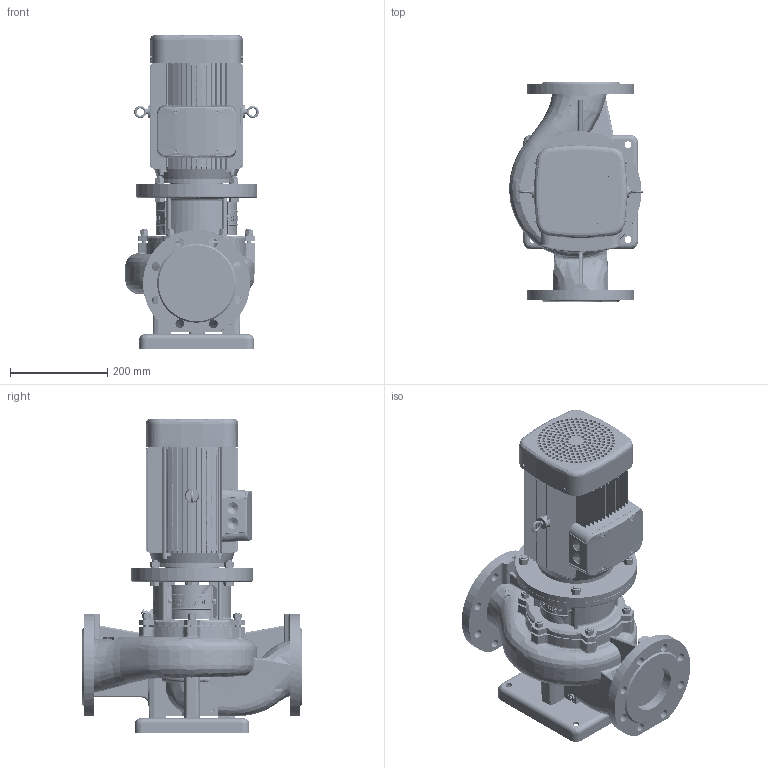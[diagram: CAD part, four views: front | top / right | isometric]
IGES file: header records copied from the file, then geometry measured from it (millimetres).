
Global section: file name: 015P2039 (RV 100-1602); native system: AutoCAD 2021 — Русский (Russian),62HAutod; preprocessor: esk Translation Framework DWG producer (atf_dwg_producer); organization: unknown; date: 20230821.225905; units: millimetre
Bounding box: 274.76 x 450 x 645 mm (x, y, z)
Volume: 20380375.6 mm3; surface area: 1696124.3 mm2
Topology: 50 solids, 51 shells, 3954 faces, 11569 edges, 8219 vertices
Faces by surface type: bspline 3860, revolution 94
